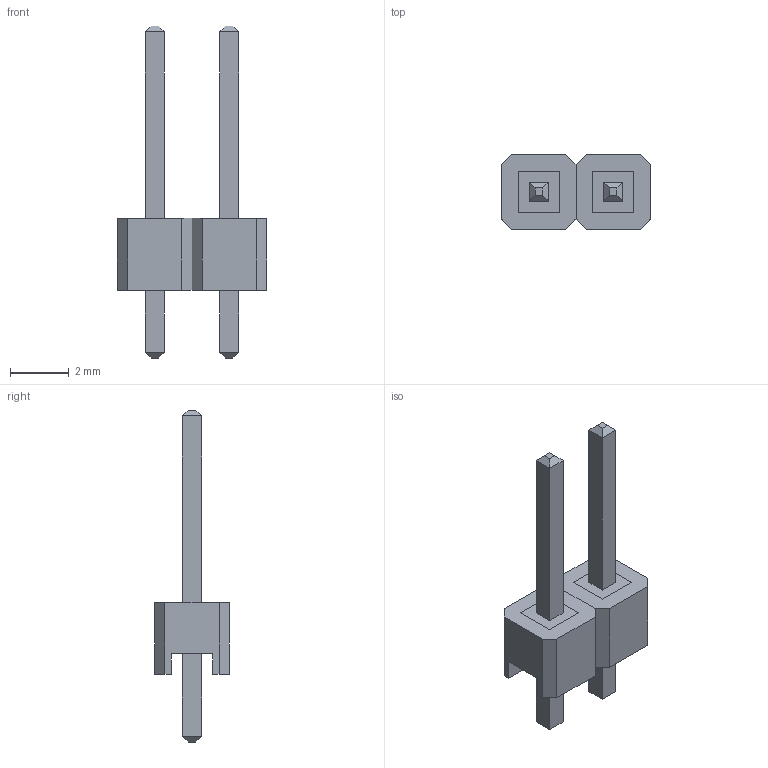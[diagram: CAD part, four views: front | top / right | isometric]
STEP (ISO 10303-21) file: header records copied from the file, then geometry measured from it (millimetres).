
FILE_DESCRIPTION(/* description */ ('STEP AP242','CAx-IF Rec.Pracs.---Representation and Presentation of Product Manufacturing Information (PMI)---4.0---2014-10-13','CAx-IF Rec.Pracs.---3D Tessellated Geometry---0.4---2014-09-14','2;1'),/* implementation_level */ '2;1');
FILE_NAME(/* name */ '621a77b30464431c2658d678',/* time_stamp */ '2022-02-26T18:55:48+00:00',/* author */ (''),/* organization */ (''),/* preprocessor_version */ 'ST-DEVELOPER v18.101',/* originating_system */ ' ',/* authorisation */ ' ');
FILE_SCHEMA (('AP242_MANAGED_MODEL_BASED_3D_ENGINEERING_MIM_LF { 1 0 10303 442 1 1 4 }'));
Length unit declared in the file: metre
Products named in the file (5): Male Header 1x2; Male Header <1>; Part 1; Male Header <2>
Assembly tree (6 placements, depth 3):
  Male Header 1x2
    Male Header <1>
      Part 1
      Part 1
    Male Header <2>
      Part 1
      Part 1
Bounding box: 5.08 x 2.54 x 11.3 mm (x, y, z)
Volume: 33.3 mm3; surface area: 161.2 mm2
Topology: 4 solids, 4 shells, 82 faces, 200 edges, 128 vertices
Faces by surface type: plane 82
Entity records: 1338 total; most frequent: CARTESIAN_POINT 212, ORIENTED_EDGE 200, DIRECTION 196, EDGE_CURVE 100, LINE 100, VECTOR 100, VERTEX_POINT 64, AXIS2_PLACEMENT_3D 48
